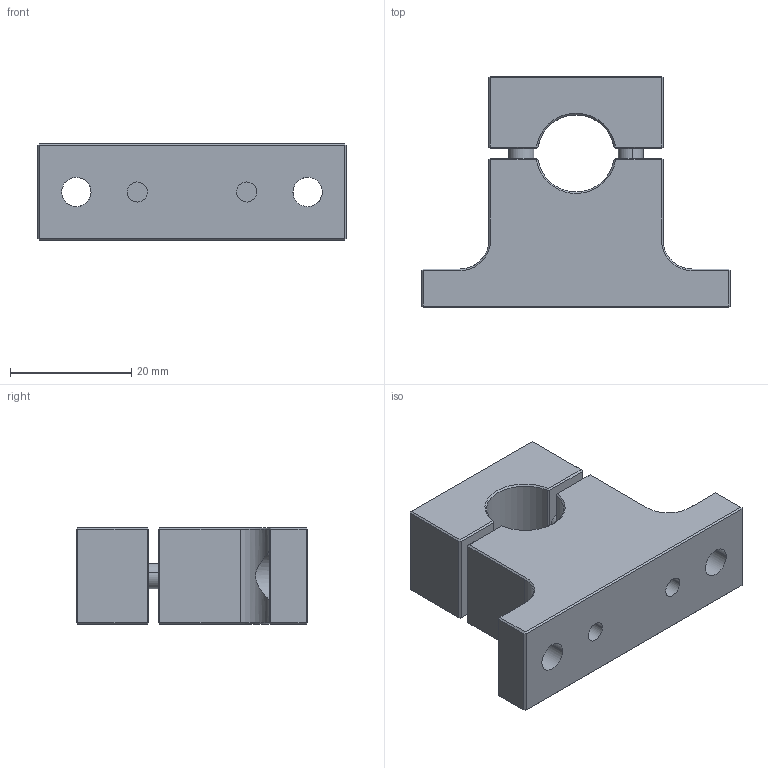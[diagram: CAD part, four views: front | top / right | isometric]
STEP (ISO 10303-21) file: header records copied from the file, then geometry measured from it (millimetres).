
FILE_DESCRIPTION (( 'STEP AP214' ), '1' );
FILE_NAME ('TMSS-08.step', '2017-08-09T17:51:10', ( '' ), ( '' ), 'SwSTEP 2.0', 'SolidWorks 2017', '' );
FILE_SCHEMA (( 'AUTOMOTIVE_DESIGN' ));
Length unit declared in the file: inch
Products named in the file (1): TMSS-08
Bounding box: 50.8 x 38.1 x 15.88 mm (x, y, z)
Volume: 16662.1 mm3; surface area: 7606.8 mm2
Topology: 4 solids, 4 shells, 165 faces, 349 edges, 198 vertices
Faces by surface type: plane 110, cylinder 31, cone 24
Entity records: 7659 total; most frequent: CARTESIAN_POINT 1984, ORIENTED_EDGE 698, DIRECTION 689, EDGE_CURVE 349, LINE 235, VECTOR 235, AXIS2_PLACEMENT_3D 227, VERTEX_POINT 198
